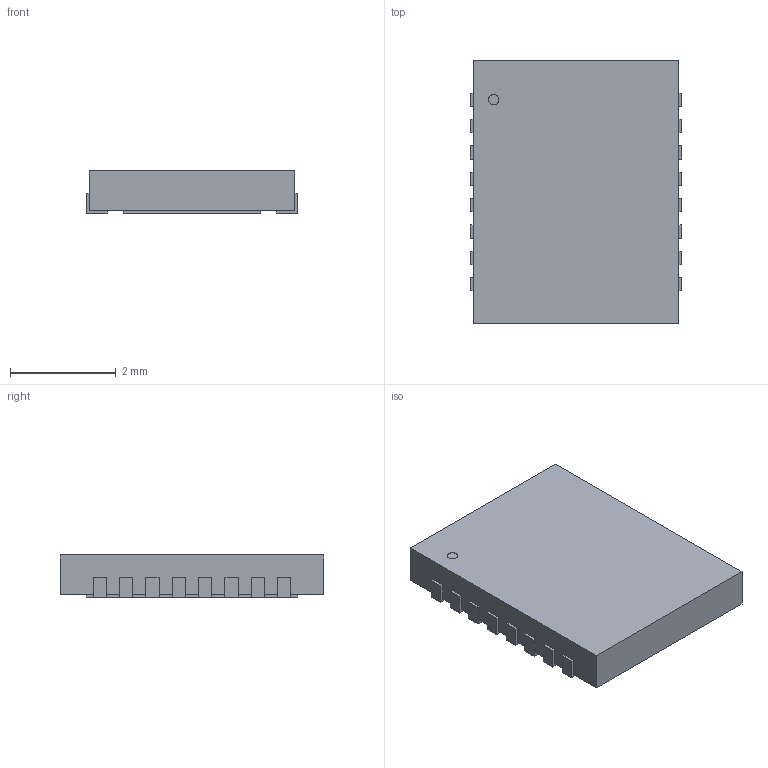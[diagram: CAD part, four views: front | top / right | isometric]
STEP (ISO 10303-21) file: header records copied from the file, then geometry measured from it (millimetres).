
FILE_DESCRIPTION(('STEP AP214'),'1');
FILE_NAME('NHR_16','2020-06-14T17:37:13',(''),(''),'','','');
FILE_SCHEMA(('AUTOMOTIVE_DESIGN'));
Length unit declared in the file: millimetre
Products named in the file (1): product
Bounding box: 4 x 5 x 0.8 mm (x, y, z)
Volume: 15.3 mm3; surface area: 81.3 mm2
Topology: 19 solids, 19 shells, 143 faces, 315 edges, 210 vertices
Faces by surface type: plane 142, cylinder 1
Full cylindrical faces by diameter (mm): 0.195 x1
Entity records: 3696 total; most frequent: ORIENTED_EDGE 628, DIRECTION 606, CARTESIAN_POINT 357, EDGE_CURVE 314, LINE 312, VECTOR 312, VERTEX_POINT 210, AXIS2_PLACEMENT_3D 147
